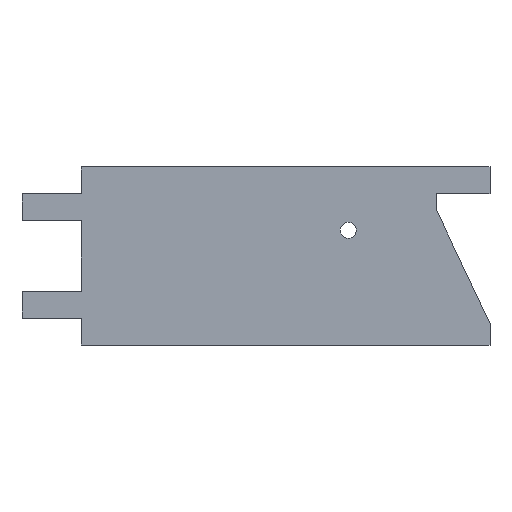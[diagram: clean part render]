
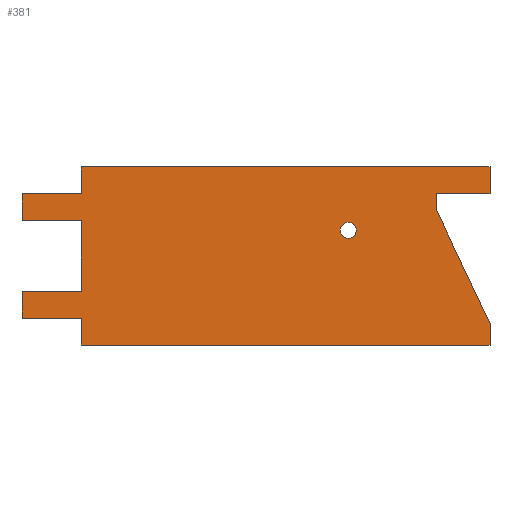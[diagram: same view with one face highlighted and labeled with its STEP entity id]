
A CAD part, top view. The second image highlights one B-rep face of the part: STEP entity #381.
In plain terms, the highlighted planar face has unit normal (0, 0, 1).
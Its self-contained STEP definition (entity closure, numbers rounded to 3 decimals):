
#17=FACE_BOUND('',#59,.T.);
#19=CIRCLE('',#414,1.5);
#38=FACE_OUTER_BOUND('',#58,.T.);
#58=EDGE_LOOP('',(#328,#329,#330,#331,#332,#333,#334,#335,#336,#337,#338,
#339,#340,#341,#342,#343));
#59=EDGE_LOOP('',(#344));
#60=LINE('',#514,#109);
#64=LINE('',#522,#113);
#67=LINE('',#528,#116);
#71=LINE('',#537,#120);
#75=LINE('',#545,#124);
#78=LINE('',#551,#127);
#82=LINE('',#558,#131);
#83=LINE('',#560,#132);
#87=LINE('',#567,#136);
#96=LINE('',#587,#145);
#97=LINE('',#591,#146);
#100=LINE('',#596,#149);
#102=LINE('',#600,#151);
#104=LINE('',#604,#153);
#106=LINE('',#607,#155);
#108=LINE('',#613,#157);
#109=VECTOR('',#421,10.);
#113=VECTOR('',#427,10.);
#116=VECTOR('',#432,10.);
#120=VECTOR('',#440,10.);
#124=VECTOR('',#446,10.);
#127=VECTOR('',#451,10.);
#131=VECTOR('',#459,10.);
#132=VECTOR('',#460,10.);
#136=VECTOR('',#464,10.);
#145=VECTOR('',#479,10.);
#146=VECTOR('',#482,10.);
#149=VECTOR('',#487,10.);
#151=VECTOR('',#491,10.);
#153=VECTOR('',#495,10.);
#155=VECTOR('',#499,10.);
#157=VECTOR('',#507,10.);
#158=VERTEX_POINT('',#512);
#159=VERTEX_POINT('',#513);
#162=VERTEX_POINT('',#521);
#164=VERTEX_POINT('',#527);
#166=VERTEX_POINT('',#535);
#167=VERTEX_POINT('',#536);
#170=VERTEX_POINT('',#544);
#172=VERTEX_POINT('',#550);
#174=VERTEX_POINT('',#559);
#177=VERTEX_POINT('',#565);
#185=VERTEX_POINT('',#585);
#186=VERTEX_POINT('',#589);
#187=VERTEX_POINT('',#590);
#188=VERTEX_POINT('',#595);
#189=VERTEX_POINT('',#599);
#190=VERTEX_POINT('',#603);
#191=VERTEX_POINT('',#609);
#192=EDGE_CURVE('',#158,#159,#60,.T.);
#196=EDGE_CURVE('',#162,#158,#64,.T.);
#199=EDGE_CURVE('',#159,#164,#67,.T.);
#203=EDGE_CURVE('',#166,#167,#71,.T.);
#207=EDGE_CURVE('',#167,#170,#75,.T.);
#210=EDGE_CURVE('',#170,#172,#78,.T.);
#214=EDGE_CURVE('',#172,#164,#82,.T.);
#215=EDGE_CURVE('',#174,#166,#83,.T.);
#219=EDGE_CURVE('',#162,#177,#87,.T.);
#229=EDGE_CURVE('',#185,#177,#96,.T.);
#230=EDGE_CURVE('',#186,#187,#97,.T.);
#233=EDGE_CURVE('',#187,#188,#100,.T.);
#235=EDGE_CURVE('',#188,#189,#102,.T.);
#237=EDGE_CURVE('',#189,#190,#104,.T.);
#239=EDGE_CURVE('',#190,#185,#106,.T.);
#240=EDGE_CURVE('',#191,#191,#19,.T.);
#242=EDGE_CURVE('',#174,#186,#108,.T.);
#328=ORIENTED_EDGE('',*,*,#215,.T.);
#329=ORIENTED_EDGE('',*,*,#203,.T.);
#330=ORIENTED_EDGE('',*,*,#207,.T.);
#331=ORIENTED_EDGE('',*,*,#210,.T.);
#332=ORIENTED_EDGE('',*,*,#214,.T.);
#333=ORIENTED_EDGE('',*,*,#199,.F.);
#334=ORIENTED_EDGE('',*,*,#192,.F.);
#335=ORIENTED_EDGE('',*,*,#196,.F.);
#336=ORIENTED_EDGE('',*,*,#219,.T.);
#337=ORIENTED_EDGE('',*,*,#229,.F.);
#338=ORIENTED_EDGE('',*,*,#239,.F.);
#339=ORIENTED_EDGE('',*,*,#237,.F.);
#340=ORIENTED_EDGE('',*,*,#235,.F.);
#341=ORIENTED_EDGE('',*,*,#233,.F.);
#342=ORIENTED_EDGE('',*,*,#230,.F.);
#343=ORIENTED_EDGE('',*,*,#242,.F.);
#344=ORIENTED_EDGE('',*,*,#240,.T.);
#362=PLANE('',#416);
#381=ADVANCED_FACE('',(#38,#17),#362,.F.);
#414=AXIS2_PLACEMENT_3D('',#610,#502,#503);
#416=AXIS2_PLACEMENT_3D('',#614,#508,#509);
#421=DIRECTION('',(0.,1.,0.));
#427=DIRECTION('',(-1.,0.,0.));
#432=DIRECTION('',(1.,0.,0.));
#440=DIRECTION('',(-1.,0.,0.));
#446=DIRECTION('',(0.,-1.,0.));
#451=DIRECTION('',(1.,0.,0.));
#459=DIRECTION('',(0.,-1.,0.));
#460=DIRECTION('',(0.,-1.,0.));
#464=DIRECTION('',(0.,-1.,0.));
#479=DIRECTION('',(-1.,0.,0.));
#482=DIRECTION('',(0.,-1.,0.));
#487=DIRECTION('',(-1.,0.,0.));
#491=DIRECTION('',(0.,-1.,0.));
#495=DIRECTION('',(0.427,-0.904,0.));
#499=DIRECTION('',(0.,-1.,0.));
#502=DIRECTION('center_axis',(0.,0.,
-1.));
#503=DIRECTION('ref_axis',(-1.,0.,0.));
#507=DIRECTION('',(1.,0.,0.));
#508=DIRECTION('center_axis',(0.,0.,
-1.));
#509=DIRECTION('ref_axis',(-1.,0.,0.));
#512=CARTESIAN_POINT('',(308.2,-175.837,0.5));
#513=CARTESIAN_POINT('',(308.2,-170.837,0.5));
#514=CARTESIAN_POINT('',(308.2,-175.837,0.5));
#521=CARTESIAN_POINT('',(319.2,-175.837,0.5));
#522=CARTESIAN_POINT('',(319.2,-175.837,0.5));
#527=CARTESIAN_POINT('',(319.2,-170.837,0.5));
#528=CARTESIAN_POINT('',(308.2,-170.837,0.5));
#535=CARTESIAN_POINT('',(319.2,-152.637,0.5));
#536=CARTESIAN_POINT('',(308.2,-152.637,0.5));
#537=CARTESIAN_POINT('',(319.2,-152.637,0.5));
#544=CARTESIAN_POINT('',(308.2,-157.637,0.5));
#545=CARTESIAN_POINT('',(308.2,-152.637,0.5));
#550=CARTESIAN_POINT('',(319.2,-157.637,0.5));
#551=CARTESIAN_POINT('',(308.2,-157.637,0.5));
#558=CARTESIAN_POINT('',(319.2,-149.818,0.5));
#559=CARTESIAN_POINT('',(319.2,-147.637,0.5));
#560=CARTESIAN_POINT('',(319.2,-149.818,0.5));
#565=CARTESIAN_POINT('',(319.2,-180.837,0.5));
#567=CARTESIAN_POINT('',(319.2,-149.818,0.5));
#585=CARTESIAN_POINT('',(395.443,-180.837,0.5));
#587=CARTESIAN_POINT('',(395.443,-180.837,0.5));
#589=CARTESIAN_POINT('',(395.443,-147.637,0.5));
#590=CARTESIAN_POINT('',(395.443,-152.637,0.5));
#591=CARTESIAN_POINT('',(395.443,-158.437,0.5));
#595=CARTESIAN_POINT('',(385.443,-152.637,0.5));
#596=CARTESIAN_POINT('',(328.343,-152.637,0.5));
#599=CARTESIAN_POINT('',(385.443,-155.637,0.5));
#600=CARTESIAN_POINT('',(385.443,-159.937,0.5));
#603=CARTESIAN_POINT('',(395.443,-176.837,0.5));
#604=CARTESIAN_POINT('',(381.71,-147.722,0.5));
#607=CARTESIAN_POINT('',(395.443,-172.537,0.5));
#609=CARTESIAN_POINT('',(370.543,-159.437,0.5));
#610=CARTESIAN_POINT('Origin',(369.043,-159.437,0.5));
#613=CARTESIAN_POINT('',(333.343,-147.637,0.5));
#614=CARTESIAN_POINT('Origin',(267.843,-165.237,0.5));
